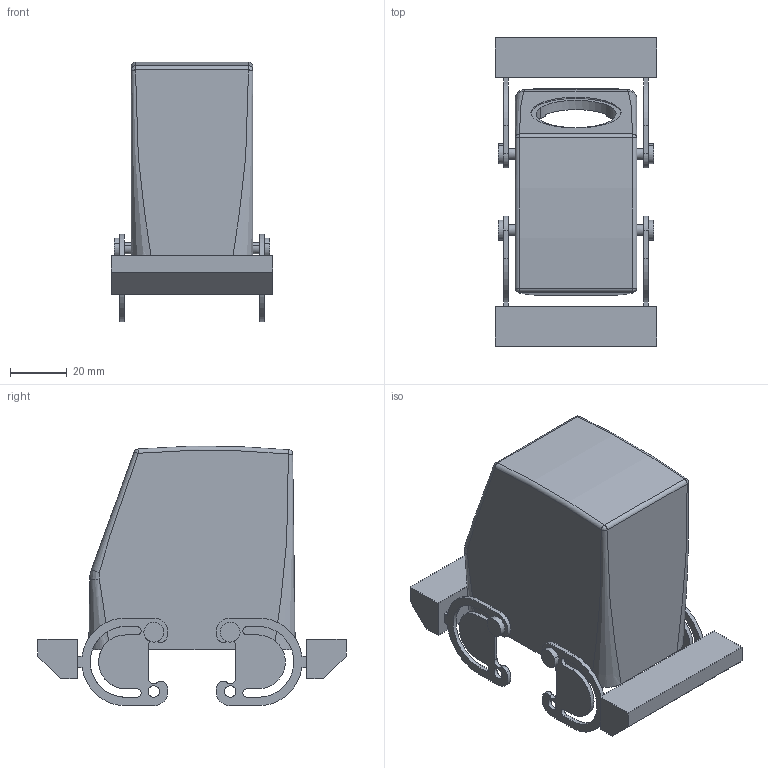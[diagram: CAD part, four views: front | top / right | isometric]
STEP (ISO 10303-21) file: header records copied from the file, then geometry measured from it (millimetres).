
FILE_DESCRIPTION(('CATIA V5 STEP Exchange','CAx-IF Rec.Pracs.--- Model Styling and Organization---1.4--- 2014-01-23'),'2;1');
FILE_NAME ('13121350_2', '2019-07-25T14:11:45+00:00', ('none'), ('Weidmueller'), 'CATIA Version 5-6 Release 2016 SP3 HF44', 'CATIA V5 STEP AP214', 'none');
FILE_SCHEMA(('AUTOMOTIVE_DESIGN { 1 0 10303 214 1 1 1 1 }'));
Length unit declared in the file: millimetre
Products named in the file (1): 1654790000
Bounding box: 57 x 109 x 91.71 mm (x, y, z)
Volume: 86352.6 mm3; surface area: 45455.9 mm2
Topology: 1 solids, 1 shells, 222 faces, 609 edges, 402 vertices
Faces by surface type: cylinder 105, plane 103, bspline 12, torus 2
Entity records: 8333 total; most frequent: CARTESIAN_POINT 3130, ORIENTED_EDGE 1218, DIRECTION 794, EDGE_CURVE 609, VERTEX_POINT 402, VECTOR 331, LINE 331, AXIS2_PLACEMENT_3D 329
